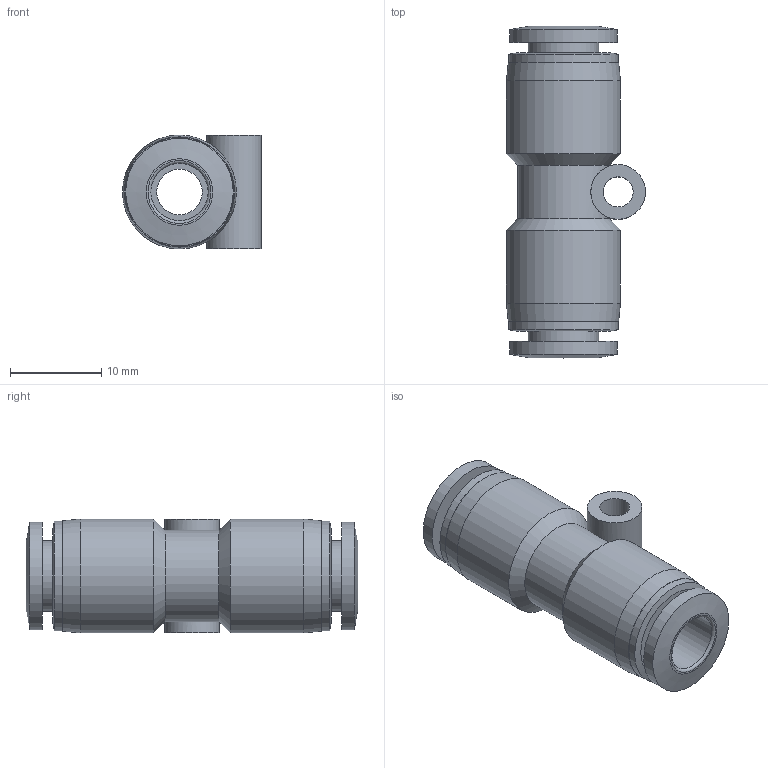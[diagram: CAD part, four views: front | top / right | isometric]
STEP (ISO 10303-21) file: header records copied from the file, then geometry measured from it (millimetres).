
FILE_DESCRIPTION((''),'2;1');
FILE_NAME('CDC Products 3D Ass''PUC06.stp','2010-08-16T09:58:49',('Microsoft'),(''),'Autodesk Inventor 2008','Autodesk Inventor 2008','');
FILE_SCHEMA(('AUTOMOTIVE_DESIGN { 1 0 10303 214 1 1 1 1 }'));
Length unit declared in the file: millimetre
Products named in the file (1): PUC06
Bounding box: 15.25 x 36.4 x 12.5 mm (x, y, z)
Volume: 2967.5 mm3; surface area: 2781.9 mm2
Topology: 1 solids, 1 shells, 36 faces, 61 edges, 37 vertices
Faces by surface type: cylinder 14, plane 12, cone 8, torus 2
Full cylindrical faces by diameter (mm): 3.3 x1, 5 x1, 6 x1, 6.3 x2, 7.7 x2, 10 x1, 11.8 x2, 12 x2, 12.5 x2
Entity records: 858 total; most frequent: CARTESIAN_POINT 204, DIRECTION 146, ORIENTED_EDGE 74, EDGE_LOOP 74, AXIS2_PLACEMENT_3D 73, FACE_BOUND 38, VERTEX_POINT 37, EDGE_CURVE 37
